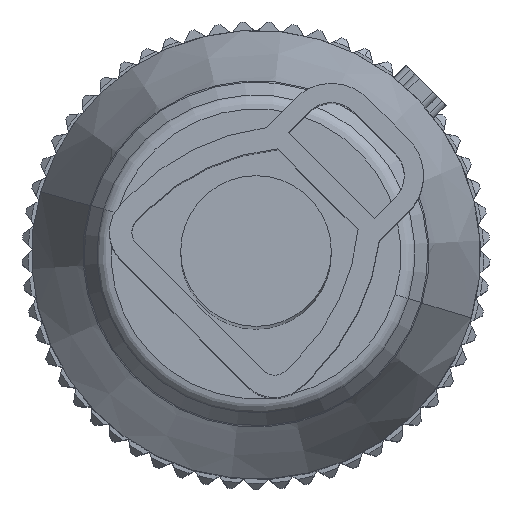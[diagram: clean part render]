
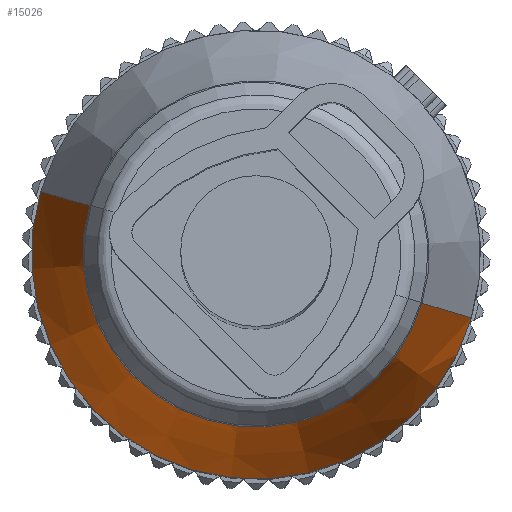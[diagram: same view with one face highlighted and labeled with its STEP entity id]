
A CAD part, top view. The second image highlights one B-rep face of the part: STEP entity #15026.
In plain terms, the highlighted conical face has half-angle 18 degrees and reference radius 4.9 mm.
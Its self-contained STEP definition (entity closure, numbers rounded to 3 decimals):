
#14963=AXIS2_PLACEMENT_3D('Circle Axis2P3D',#14961,#14962,$) ;
#14999=AXIS2_PLACEMENT_3D('Cone Axis2P3D',#14996,#14997,#14998) ;
#15003=AXIS2_PLACEMENT_3D('Circle Axis2P3D',#15001,#15002,$) ;
#14961=CARTESIAN_POINT('Axis2P3D Location',(7.3,7.3,30.459)) ;
#14965=CARTESIAN_POINT('Vertex',(0.583,9.271,30.459)) ;
#14967=CARTESIAN_POINT('Vertex',(14.017,5.329,30.459)) ;
#14996=CARTESIAN_POINT('Axis2P3D Location',(7.3,7.3,36.922)) ;
#15001=CARTESIAN_POINT('Axis2P3D Location',(7.3,7.3,36.922)) ;
#15005=CARTESIAN_POINT('Vertex',(2.598,8.68,36.922)) ;
#15007=CARTESIAN_POINT('Vertex',(12.002,5.92,36.922)) ;
#15010=CARTESIAN_POINT('Line Origine',(1.591,8.975,33.69)) ;
#15015=CARTESIAN_POINT('Line Origine',(13.009,5.625,33.69)) ;
#14962=DIRECTION('Axis2P3D Direction',(0.,0.,1.)) ;
#14997=DIRECTION('Axis2P3D Direction',(0.,0.,-1.)) ;
#14998=DIRECTION('Axis2P3D XDirection',(0.96,-0.282,0.)) ;
#15002=DIRECTION('Axis2P3D Direction',(0.,0.,-1.)) ;
#15011=DIRECTION('Vector Direction',(-0.297,0.087,-0.951)) ;
#15016=DIRECTION('Vector Direction',(0.297,-0.087,-0.951)) ;
#15012=VECTOR('Line Direction',#15011,1.) ;
#15017=VECTOR('Line Direction',#15016,1.) ;
#15021=ORIENTED_EDGE('',*,*,#15009,.F.) ;
#15022=ORIENTED_EDGE('',*,*,#15014,.T.) ;
#15023=ORIENTED_EDGE('',*,*,#14969,.T.) ;
#15024=ORIENTED_EDGE('',*,*,#15019,.F.) ;
#15026=ADVANCED_FACE('Hauptkoerper',(#15025),#15000,.T.) ;
#14964=CIRCLE('generated circle',#14963,7.) ;
#15004=CIRCLE('generated circle',#15003,4.9) ;
#15000=CONICAL_SURFACE('Cone',#14999,4.9,0.314) ;
#14969=EDGE_CURVE('',#14966,#14968,#14964,.T.) ;
#15009=EDGE_CURVE('',#15006,#15008,#15004,.F.) ;
#15014=EDGE_CURVE('',#15006,#14966,#15013,.T.) ;
#15019=EDGE_CURVE('',#15008,#14968,#15018,.T.) ;
#15020=EDGE_LOOP('',(#15021,#15022,#15023,#15024)) ;
#15025=FACE_OUTER_BOUND('',#15020,.T.) ;
#15013=LINE('Line',#15010,#15012) ;
#15018=LINE('Line',#15015,#15017) ;
#14966=VERTEX_POINT('',#14965) ;
#14968=VERTEX_POINT('',#14967) ;
#15006=VERTEX_POINT('',#15005) ;
#15008=VERTEX_POINT('',#15007) ;
